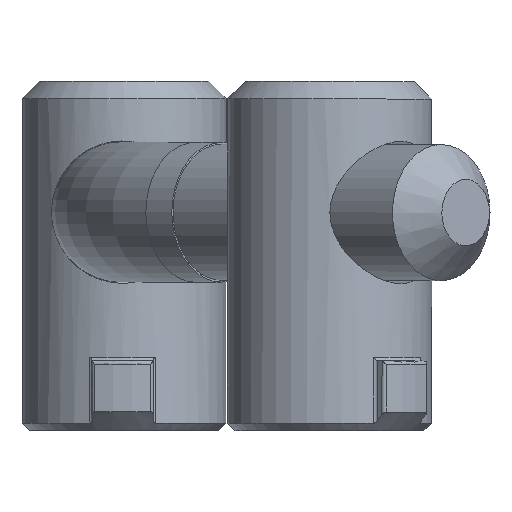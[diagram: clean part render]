
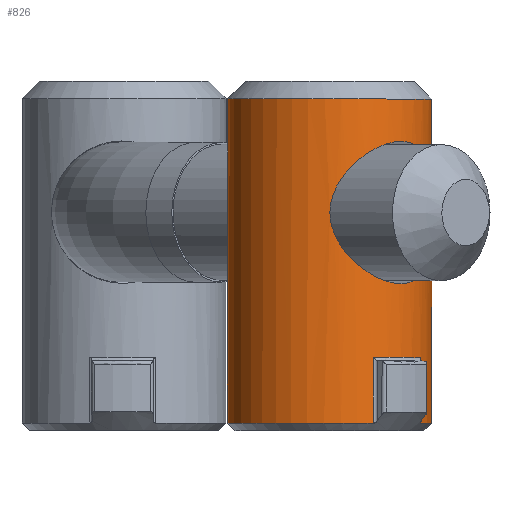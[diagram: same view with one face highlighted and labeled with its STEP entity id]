
A CAD part, left-side view. The second image highlights one B-rep face of the part: STEP entity #826.
In plain terms, the highlighted cylindrical face has radius 5.85 mm (diameter 11.7 mm), a full revolution.
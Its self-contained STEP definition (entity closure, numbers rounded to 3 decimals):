
#41=B_SPLINE_CURVE_WITH_KNOTS($,3,(#1303,#1304,#1305,#1306,#1307,#1308,
#1309,#1310,#1311,#1312,#1313,#1314,#1315,#1316,#1317,#1318,#1319,#1320,
#1321,#1322,#1323,#1324,#1325,#1326,#1327,#1328,#1329,#1330,#1331,#1332,
#1333,#1334,#1335,#1336),.UNSPECIFIED.,.T.,.F.,(4,2,2,2,2,2,2,2,2,2,2,2,
2,2,2,2,4),(0.,0.162,0.324,0.483,0.643,
0.802,0.962,1.124,1.286,1.447,
1.609,1.769,1.928,2.088,2.248,
2.409,2.571),.UNSPECIFIED.);
#42=B_SPLINE_CURVE_WITH_KNOTS($,3,(#1338,#1339,#1340,#1341,#1342,#1343,
#1344,#1345,#1346,#1347,#1348,#1349,#1350,#1351,#1352,#1353,#1354,#1355,
#1356,#1357,#1358,#1359,#1360,#1361,#1362,#1363,#1364,#1365,#1366,#1367,
#1368,#1369,#1370,#1371),.UNSPECIFIED.,.T.,.F.,(4,2,2,2,2,2,2,2,2,2,2,2,
2,2,2,2,4),(0.,0.162,0.324,0.483,0.643,
0.802,0.962,1.124,1.286,1.447,
1.609,1.769,1.928,2.088,2.248,
2.409,2.571),.UNSPECIFIED.);
#87=LINE($,#1509,#123);
#95=LINE($,#1577,#131);
#96=LINE($,#1579,#132);
#97=LINE($,#1582,#133);
#123=VECTOR($,#1056,3.776);
#131=VECTOR($,#1082,3.776);
#132=VECTOR($,#1083,3.776);
#133=VECTOR($,#1086,3.776);
#186=CYLINDRICAL_SURFACE($,#912,5.85);
#211=FACE_BOUND($,#309,.T.);
#212=FACE_BOUND($,#310,.T.);
#213=FACE_BOUND($,#311,.T.);
#214=FACE_BOUND($,#312,.T.);
#309=EDGE_LOOP($,(#667));
#310=EDGE_LOOP($,(#668));
#311=EDGE_LOOP($,(#669));
#312=EDGE_LOOP($,(#670,#671,#672,#673,#674,#675,#676,#677));
#366=CIRCLE($,#902,5.85);
#368=CIRCLE($,#904,5.85);
#370=CIRCLE($,#913,5.85);
#371=CIRCLE($,#914,5.85);
#372=CIRCLE($,#915,5.85);
#403=VERTEX_POINT($,#1302);
#404=VERTEX_POINT($,#1337);
#405=VERTEX_POINT($,#1373);
#412=VERTEX_POINT($,#1421);
#413=VERTEX_POINT($,#1432);
#420=VERTEX_POINT($,#1481);
#422=VERTEX_POINT($,#1496);
#432=VERTEX_POINT($,#1573);
#433=VERTEX_POINT($,#1575);
#434=VERTEX_POINT($,#1578);
#435=VERTEX_POINT($,#1580);
#487=EDGE_CURVE($,#403,#403,#41,.T.);
#488=EDGE_CURVE($,#404,#404,#42,.T.);
#496=EDGE_CURVE($,#413,#412,#366,.T.);
#504=EDGE_CURVE($,#405,#420,#368,.T.);
#507=EDGE_CURVE($,#422,#412,#87,.T.);
#522=EDGE_CURVE($,#432,#432,#370,.T.);
#523=EDGE_CURVE($,#433,#422,#371,.T.);
#524=EDGE_CURVE($,#405,#433,#95,.T.);
#525=EDGE_CURVE($,#434,#420,#96,.T.);
#526=EDGE_CURVE($,#435,#434,#372,.T.);
#527=EDGE_CURVE($,#413,#435,#97,.T.);
#667=ORIENTED_EDGE($,*,*,#487,.T.);
#668=ORIENTED_EDGE($,*,*,#488,.T.);
#669=ORIENTED_EDGE($,*,*,#522,.F.);
#670=ORIENTED_EDGE($,*,*,#496,.T.);
#671=ORIENTED_EDGE($,*,*,#507,.F.);
#672=ORIENTED_EDGE($,*,*,#523,.F.);
#673=ORIENTED_EDGE($,*,*,#524,.F.);
#674=ORIENTED_EDGE($,*,*,#504,.T.);
#675=ORIENTED_EDGE($,*,*,#525,.F.);
#676=ORIENTED_EDGE($,*,*,#526,.F.);
#677=ORIENTED_EDGE($,*,*,#527,.F.);
#826=ADVANCED_FACE($,(#211,#212,#213,#214),#186,.T.);
#902=AXIS2_PLACEMENT_3D($,#1433,#1047,#1048);
#904=AXIS2_PLACEMENT_3D($,#1492,#1051,#1052);
#912=AXIS2_PLACEMENT_3D($,#1572,#1076,#1077);
#913=AXIS2_PLACEMENT_3D($,#1574,#1078,#1079);
#914=AXIS2_PLACEMENT_3D($,#1576,#1080,#1081);
#915=AXIS2_PLACEMENT_3D($,#1581,#1084,#1085);
#1047=DIRECTION('center_axis',(0.,0.,1.));
#1048=DIRECTION('ref_axis',(-1.,0.,0.));
#1051=DIRECTION('center_axis',(0.,0.,1.));
#1052=DIRECTION('ref_axis',(-1.,0.,0.));
#1056=DIRECTION($,(0.,0.,-1.));
#1076=DIRECTION('center_axis',(0.,0.,1.));
#1077=DIRECTION('ref_axis',(-1.,0.,0.));
#1078=DIRECTION('center_axis',(0.,0.,1.));
#1079=DIRECTION('ref_axis',(-1.,0.,0.));
#1080=DIRECTION('center_axis',(0.,0.,-1.));
#1081=DIRECTION('ref_axis',(1.,0.,0.));
#1082=DIRECTION($,(0.,0.,1.));
#1083=DIRECTION($,(0.,0.,-1.));
#1084=DIRECTION('center_axis',(0.,0.,-1.));
#1085=DIRECTION('ref_axis',(-1.,0.,0.));
#1086=DIRECTION($,(0.,0.,1.));
#1302=CARTESIAN_POINT('',(20.053,-5.797,12.5));
#1303=CARTESIAN_POINT('Ctrl Pts',(20.053,-5.797,12.5));
#1304=CARTESIAN_POINT('Ctrl Pts',(20.053,-5.797,11.961));
#1305=CARTESIAN_POINT('Ctrl Pts',(20.167,-5.909,11.41));
#1306=CARTESIAN_POINT('Ctrl Pts',(20.518,-6.329,10.417));
#1307=CARTESIAN_POINT('Ctrl Pts',(20.747,-6.637,9.973));
#1308=CARTESIAN_POINT('Ctrl Pts',(21.145,-7.34,9.269));
#1309=CARTESIAN_POINT('Ctrl Pts',(21.346,-7.786,8.958));
#1310=CARTESIAN_POINT('Ctrl Pts',(21.627,-8.786,8.535));
#1311=CARTESIAN_POINT('Ctrl Pts',(21.706,-9.341,8.425));
#1312=CARTESIAN_POINT('Ctrl Pts',(21.706,-10.404,8.425));
#1313=CARTESIAN_POINT('Ctrl Pts',(21.627,-10.959,8.535));
#1314=CARTESIAN_POINT('Ctrl Pts',(21.346,-11.959,8.958));
#1315=CARTESIAN_POINT('Ctrl Pts',(21.145,-12.405,9.269));
#1316=CARTESIAN_POINT('Ctrl Pts',(20.747,-13.108,9.973));
#1317=CARTESIAN_POINT('Ctrl Pts',(20.518,-13.416,10.417));
#1318=CARTESIAN_POINT('Ctrl Pts',(20.167,-13.836,11.41));
#1319=CARTESIAN_POINT('Ctrl Pts',(20.053,-13.947,11.961));
#1320=CARTESIAN_POINT('Ctrl Pts',(20.053,-13.947,13.039));
#1321=CARTESIAN_POINT('Ctrl Pts',(20.167,-13.836,13.59));
#1322=CARTESIAN_POINT('Ctrl Pts',(20.518,-13.416,14.583));
#1323=CARTESIAN_POINT('Ctrl Pts',(20.747,-13.108,15.027));
#1324=CARTESIAN_POINT('Ctrl Pts',(21.145,-12.405,15.731));
#1325=CARTESIAN_POINT('Ctrl Pts',(21.346,-11.959,16.042));
#1326=CARTESIAN_POINT('Ctrl Pts',(21.627,-10.959,16.465));
#1327=CARTESIAN_POINT('Ctrl Pts',(21.706,-10.404,16.575));
#1328=CARTESIAN_POINT('Ctrl Pts',(21.706,-9.341,16.575));
#1329=CARTESIAN_POINT('Ctrl Pts',(21.627,-8.786,16.465));
#1330=CARTESIAN_POINT('Ctrl Pts',(21.346,-7.786,16.042));
#1331=CARTESIAN_POINT('Ctrl Pts',(21.145,-7.34,15.731));
#1332=CARTESIAN_POINT('Ctrl Pts',(20.747,-6.637,15.027));
#1333=CARTESIAN_POINT('Ctrl Pts',(20.518,-6.329,14.583));
#1334=CARTESIAN_POINT('Ctrl Pts',(20.167,-5.909,13.59));
#1335=CARTESIAN_POINT('Ctrl Pts',(20.053,-5.797,13.039));
#1336=CARTESIAN_POINT('Ctrl Pts',(20.053,-5.797,12.5));
#1337=CARTESIAN_POINT('',(11.659,-5.797,12.5));
#1338=CARTESIAN_POINT('Ctrl Pts',(11.659,-5.797,12.5));
#1339=CARTESIAN_POINT('Ctrl Pts',(11.659,-5.797,13.039));
#1340=CARTESIAN_POINT('Ctrl Pts',(11.544,-5.909,13.59));
#1341=CARTESIAN_POINT('Ctrl Pts',(11.193,-6.329,14.583));
#1342=CARTESIAN_POINT('Ctrl Pts',(10.965,-6.637,15.027));
#1343=CARTESIAN_POINT('Ctrl Pts',(10.567,-7.34,15.731));
#1344=CARTESIAN_POINT('Ctrl Pts',(10.366,-7.786,16.042));
#1345=CARTESIAN_POINT('Ctrl Pts',(10.084,-8.786,16.465));
#1346=CARTESIAN_POINT('Ctrl Pts',(10.006,-9.341,16.575));
#1347=CARTESIAN_POINT('Ctrl Pts',(10.006,-10.404,16.575));
#1348=CARTESIAN_POINT('Ctrl Pts',(10.084,-10.959,16.465));
#1349=CARTESIAN_POINT('Ctrl Pts',(10.366,-11.959,16.042));
#1350=CARTESIAN_POINT('Ctrl Pts',(10.567,-12.405,15.731));
#1351=CARTESIAN_POINT('Ctrl Pts',(10.965,-13.108,15.027));
#1352=CARTESIAN_POINT('Ctrl Pts',(11.193,-13.416,14.583));
#1353=CARTESIAN_POINT('Ctrl Pts',(11.544,-13.836,13.59));
#1354=CARTESIAN_POINT('Ctrl Pts',(11.659,-13.947,13.039));
#1355=CARTESIAN_POINT('Ctrl Pts',(11.659,-13.947,11.961));
#1356=CARTESIAN_POINT('Ctrl Pts',(11.544,-13.836,11.41));
#1357=CARTESIAN_POINT('Ctrl Pts',(11.193,-13.416,10.417));
#1358=CARTESIAN_POINT('Ctrl Pts',(10.965,-13.108,9.973));
#1359=CARTESIAN_POINT('Ctrl Pts',(10.567,-12.405,9.269));
#1360=CARTESIAN_POINT('Ctrl Pts',(10.366,-11.959,8.958));
#1361=CARTESIAN_POINT('Ctrl Pts',(10.084,-10.959,8.535));
#1362=CARTESIAN_POINT('Ctrl Pts',(10.006,-10.404,8.425));
#1363=CARTESIAN_POINT('Ctrl Pts',(10.006,-9.341,8.425));
#1364=CARTESIAN_POINT('Ctrl Pts',(10.084,-8.786,8.535));
#1365=CARTESIAN_POINT('Ctrl Pts',(10.366,-7.786,8.958));
#1366=CARTESIAN_POINT('Ctrl Pts',(10.567,-7.34,9.269));
#1367=CARTESIAN_POINT('Ctrl Pts',(10.965,-6.637,9.973));
#1368=CARTESIAN_POINT('Ctrl Pts',(11.193,-6.329,10.417));
#1369=CARTESIAN_POINT('Ctrl Pts',(11.544,-5.909,11.41));
#1370=CARTESIAN_POINT('Ctrl Pts',(11.659,-5.797,11.961));
#1371=CARTESIAN_POINT('Ctrl Pts',(11.659,-5.797,12.5));
#1373=CARTESIAN_POINT('',(21.394,-7.987,0.424));
#1421=CARTESIAN_POINT('',(21.394,-11.758,0.424));
#1432=CARTESIAN_POINT('',(10.318,-11.758,0.424));
#1433=CARTESIAN_POINT('Origin',(15.856,-9.872,0.424));
#1481=CARTESIAN_POINT('',(10.318,-7.987,0.424));
#1492=CARTESIAN_POINT('Origin',(15.856,-9.872,0.424));
#1496=CARTESIAN_POINT('',(21.394,-11.758,4.2));
#1509=CARTESIAN_POINT($,(21.394,-11.758,0.));
#1572=CARTESIAN_POINT('Origin',(15.856,-9.872,0.));
#1573=CARTESIAN_POINT('',(21.706,-9.872,19.));
#1574=CARTESIAN_POINT('Origin',(15.856,-9.872,19.));
#1575=CARTESIAN_POINT('',(21.394,-7.987,4.2));
#1576=CARTESIAN_POINT('Origin',(15.856,-9.872,4.2));
#1577=CARTESIAN_POINT($,(21.394,-7.987,0.));
#1578=CARTESIAN_POINT('',(10.318,-7.987,4.2));
#1579=CARTESIAN_POINT($,(10.318,-7.987,0.));
#1580=CARTESIAN_POINT('',(10.318,-11.758,4.2));
#1581=CARTESIAN_POINT('Origin',(15.856,-9.872,4.2));
#1582=CARTESIAN_POINT($,(10.318,-11.758,0.));
